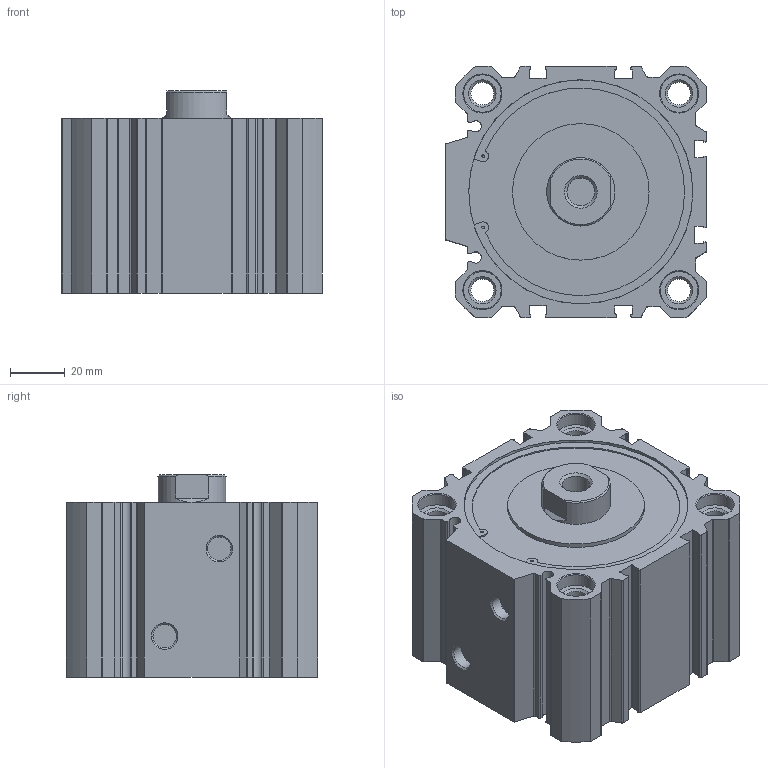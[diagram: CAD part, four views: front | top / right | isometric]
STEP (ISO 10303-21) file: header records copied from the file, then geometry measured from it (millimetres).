
FILE_DESCRIPTION( ( 'STEP AP203' ), '1' );
FILE_NAME( 'SF80X10()(00).stp', '2021-10-12T02:12:15', ( 'License CC BY-ND 4.0' ), ( 'CADENAS' ), ' ', 'PARTsolutions', ' ' );
FILE_SCHEMA( ( 'CONFIG_CONTROL_DESIGN' ) );
Length unit declared in the file: millimetre
Products named in the file (3): SF80X10()(00); _SF80X10()(_body) ; _SF80X10(rod-0)
Assembly tree (2 placements, depth 2):
  SF80X10()(00)
    _SF80X10()(_body) 
    _SF80X10(rod-0)
Bounding box: 95.5 x 92 x 74 mm (x, y, z)
Volume: 445876.7 mm3; surface area: 88852.3 mm2
Topology: 2 solids, 2 shells, 262 faces, 699 edges, 459 vertices
Faces by surface type: cylinder 120, plane 119, cone 23
Full cylindrical faces by diameter (mm): 1 x2, 8.376 x4, 8.566 x2, 10.106 x1, 13.7 x8, 25 x2, 50 x1, 80 x2, 82 x1
Entity records: 8112 total; most frequent: DIRECTION 1446, CARTESIAN_POINT 1387, ORIENTED_EDGE 1306, EDGE_CURVE 653, AXIS2_PLACEMENT_3D 532, VERTEX_POINT 457, LINE 382, VECTOR 382
